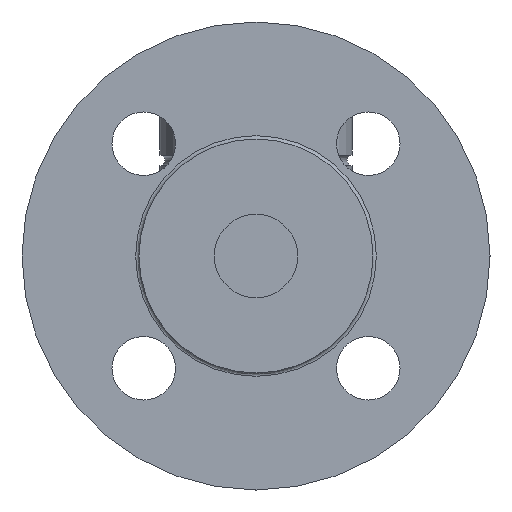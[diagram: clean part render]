
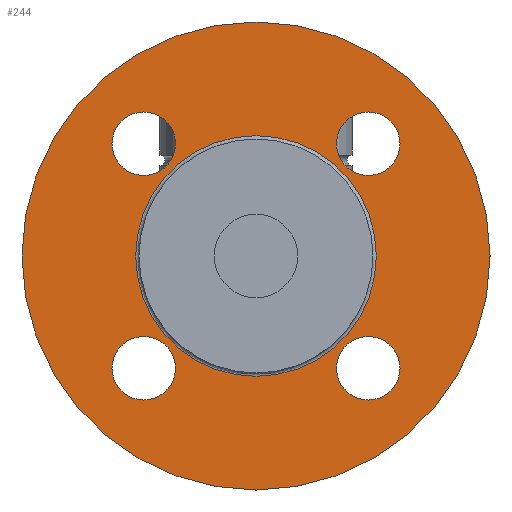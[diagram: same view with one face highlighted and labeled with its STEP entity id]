
A CAD part, left-side view. The second image highlights one B-rep face of the part: STEP entity #244.
In plain terms, the highlighted free-form (B-spline) face has degree [1, 1] with [2, 2] control points.
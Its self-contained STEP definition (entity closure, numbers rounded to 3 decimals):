
#158=CARTESIAN_POINT('',(-104.0,0.0,36.0));
#159=VERTEX_POINT('',#158);
#160=CARTESIAN_POINT('',(-104.0,0.0,0.));
#161=DIRECTION('',(-1.0,0.0,0.0));
#162=DIRECTION('',(0.0,0.0,-1.0));
#163=AXIS2_PLACEMENT_3D('',#160,#161,#162);
#164=CIRCLE('',#163,36.0);
#165=EDGE_CURVE('',#159,#159,#164,.T.);
#181=CARTESIAN_POINT('',(-104.0,70.,70.));
#182=CARTESIAN_POINT('',(-104.,70.,-70.0));
#183=CARTESIAN_POINT('',(-104.0,-70.,70.));
#184=CARTESIAN_POINT('',(-104.0,-70.,-70.0));
#185=B_SPLINE_SURFACE_WITH_KNOTS('',1,1,((#181,#183),(#182,#184)),.UNSPECIFIED.,.F.,.F.,.U.,(2,2),(2,2),(0.0,140.),(0.0,140.),.UNSPECIFIED.);
#186=CARTESIAN_POINT('',(-104.0,0.0,70.));
#187=VERTEX_POINT('',#186);
#188=CARTESIAN_POINT('',(-104.0,0.0,0.));
#189=DIRECTION('',(-1.0,0.0,0.0));
#190=DIRECTION('',(0.0,0.0,1.0));
#191=AXIS2_PLACEMENT_3D('',#188,#189,#190);
#192=CIRCLE('',#191,70.);
#193=EDGE_CURVE('',#187,#187,#192,.T.);
#194=ORIENTED_EDGE('',*,*,#193,.T.);
#195=EDGE_LOOP('',(#194));
#196=FACE_OUTER_BOUND('',#195,.T.);
#197=CARTESIAN_POINT('',(-104.0,33.588,24.088));
#198=VERTEX_POINT('',#197);
#199=CARTESIAN_POINT('',(-104.0,33.588,33.588));
#200=DIRECTION('',(1.0,0.0,0.0));
#201=DIRECTION('',(0.0,0.0,-1.0));
#202=AXIS2_PLACEMENT_3D('',#199,#200,#201);
#203=CIRCLE('',#202,9.5);
#204=EDGE_CURVE('',#198,#198,#203,.T.);
#205=ORIENTED_EDGE('',*,*,#204,.T.);
#206=EDGE_LOOP('',(#205));
#207=FACE_BOUND('',#206,.T.);
#208=CARTESIAN_POINT('',(-104.0,24.088,-33.588));
#209=VERTEX_POINT('',#208);
#210=CARTESIAN_POINT('',(-104.0,33.588,-33.588));
#211=DIRECTION('',(1.0,0.0,0.0));
#212=DIRECTION('',(0.0,-1.0,0.0));
#213=AXIS2_PLACEMENT_3D('',#210,#211,#212);
#214=CIRCLE('',#213,9.5);
#215=EDGE_CURVE('',#209,#209,#214,.T.);
#216=ORIENTED_EDGE('',*,*,#215,.T.);
#217=EDGE_LOOP('',(#216));
#218=FACE_BOUND('',#217,.T.);
#219=CARTESIAN_POINT('',(-104.0,-33.588,-24.088));
#220=VERTEX_POINT('',#219);
#221=CARTESIAN_POINT('',(-104.0,-33.588,-33.588));
#222=DIRECTION('',(1.0,0.0,0.0));
#223=DIRECTION('',(0.0,0.0,1.0));
#224=AXIS2_PLACEMENT_3D('',#221,#222,#223);
#225=CIRCLE('',#224,9.5);
#226=EDGE_CURVE('',#220,#220,#225,.T.);
#227=ORIENTED_EDGE('',*,*,#226,.T.);
#228=EDGE_LOOP('',(#227));
#229=FACE_BOUND('',#228,.T.);
#230=CARTESIAN_POINT('',(-104.0,-24.088,33.588));
#231=VERTEX_POINT('',#230);
#232=CARTESIAN_POINT('',(-104.0,-33.588,33.588));
#233=DIRECTION('',(1.0,0.0,0.0));
#234=DIRECTION('',(0.0,1.0,0.0));
#235=AXIS2_PLACEMENT_3D('',#232,#233,#234);
#236=CIRCLE('',#235,9.5);
#237=EDGE_CURVE('',#231,#231,#236,.T.);
#238=ORIENTED_EDGE('',*,*,#237,.T.);
#239=EDGE_LOOP('',(#238));
#240=FACE_BOUND('',#239,.T.);
#241=ORIENTED_EDGE('',*,*,#165,.F.);
#242=EDGE_LOOP('',(#241));
#243=FACE_BOUND('',#242,.T.);
#244=ADVANCED_FACE('',(#196,#207,#218,#229,#240,#243),#185,.T.);
